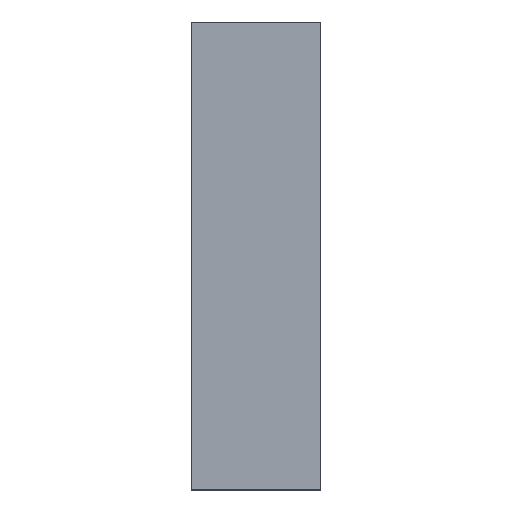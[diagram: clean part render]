
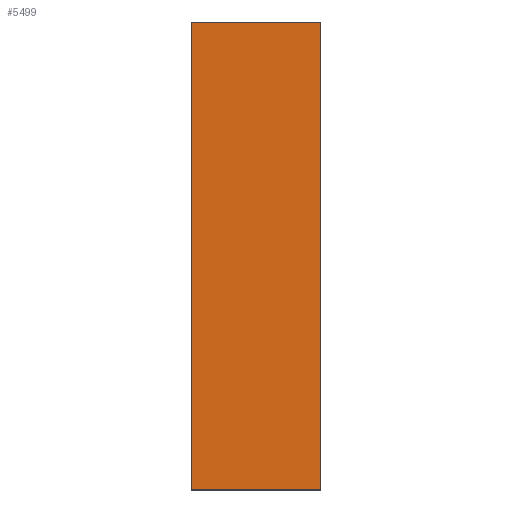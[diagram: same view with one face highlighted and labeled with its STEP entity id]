
A CAD part, top view. The second image highlights one B-rep face of the part: STEP entity #5499.
In plain terms, the highlighted planar face has unit normal (0, 0, 1).
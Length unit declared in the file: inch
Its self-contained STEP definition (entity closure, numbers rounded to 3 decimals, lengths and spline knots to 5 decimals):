
#20 = EDGE_LOOP ( 'NONE', ( #1846, #420, #2948, #3019 ) ) ;
#65 = LINE ( 'NONE', #2285, #2537 ) ;
#109 = CARTESIAN_POINT ( 'NONE',  ( -11.75, -42.5, 0. ) ) ;
#163 = DIRECTION ( 'NONE',  ( 1., 0., 0. ) ) ;
#189 = DIRECTION ( 'NONE',  ( 0., -1., 0. ) ) ;
#420 = ORIENTED_EDGE ( 'NONE', *, *, #1911, .T. ) ;
#638 = AXIS2_PLACEMENT_3D ( 'NONE', #4202, #4598, #163 ) ;
#1021 = EDGE_CURVE ( 'NONE', #3108, #5749, #1034, .T. ) ;
#1029 = DIRECTION ( 'NONE',  ( -1., 0., 0. ) ) ;
#1034 = LINE ( 'NONE', #1056, #3269 ) ;
#1056 = CARTESIAN_POINT ( 'NONE',  ( 11.74988, 42.5, 0. ) ) ;
#1095 = LINE ( 'NONE', #3410, #5069 ) ;
#1300 = VERTEX_POINT ( 'NONE', #4458 ) ;
#1444 = PLANE ( 'NONE',  #638 ) ;
#1561 = CARTESIAN_POINT ( 'NONE',  ( 11.74988, 42.5, 0. ) ) ;
#1765 = VERTEX_POINT ( 'NONE', #109 ) ;
#1846 = ORIENTED_EDGE ( 'NONE', *, *, #3586, .T. ) ;
#1911 = EDGE_CURVE ( 'NONE', #1765, #3108, #1095, .T. ) ;
#2285 = CARTESIAN_POINT ( 'NONE',  ( -11.75, 42.5, 0. ) ) ;
#2431 = VECTOR ( 'NONE', #189, 39.37008 ) ;
#2537 = VECTOR ( 'NONE', #1029, 39.37008 ) ;
#2561 = CARTESIAN_POINT ( 'NONE',  ( 11.74988, -42.5, 0. ) ) ;
#2948 = ORIENTED_EDGE ( 'NONE', *, *, #1021, .T. ) ;
#3019 = ORIENTED_EDGE ( 'NONE', *, *, #4825, .T. ) ;
#3108 = VERTEX_POINT ( 'NONE', #2561 ) ;
#3269 = VECTOR ( 'NONE', #4668, 39.37008 ) ;
#3410 = CARTESIAN_POINT ( 'NONE',  ( -11.75, -42.5, 0. ) ) ;
#3586 = EDGE_CURVE ( 'NONE', #1300, #1765, #4321, .T. ) ;
#4202 = CARTESIAN_POINT ( 'NONE',  ( 0., 0., 0. ) ) ;
#4321 = LINE ( 'NONE', #4376, #2431 ) ;
#4376 = CARTESIAN_POINT ( 'NONE',  ( -11.75, 42.5, 0. ) ) ;
#4458 = CARTESIAN_POINT ( 'NONE',  ( -11.75, 42.5, 0. ) ) ;
#4598 = DIRECTION ( 'NONE',  ( 0., 0., 1. ) ) ;
#4668 = DIRECTION ( 'NONE',  ( 0., 1., 0. ) ) ;
#4825 = EDGE_CURVE ( 'NONE', #5749, #1300, #65, .T. ) ;
#5069 = VECTOR ( 'NONE', #5213, 39.37008 ) ;
#5213 = DIRECTION ( 'NONE',  ( 1., 0., 0. ) ) ;
#5499 = ADVANCED_FACE ( 'NONE', ( #5678 ), #1444, .T. ) ;
#5678 = FACE_OUTER_BOUND ( 'NONE', #20, .T. ) ;
#5749 = VERTEX_POINT ( 'NONE', #1561 ) ;
